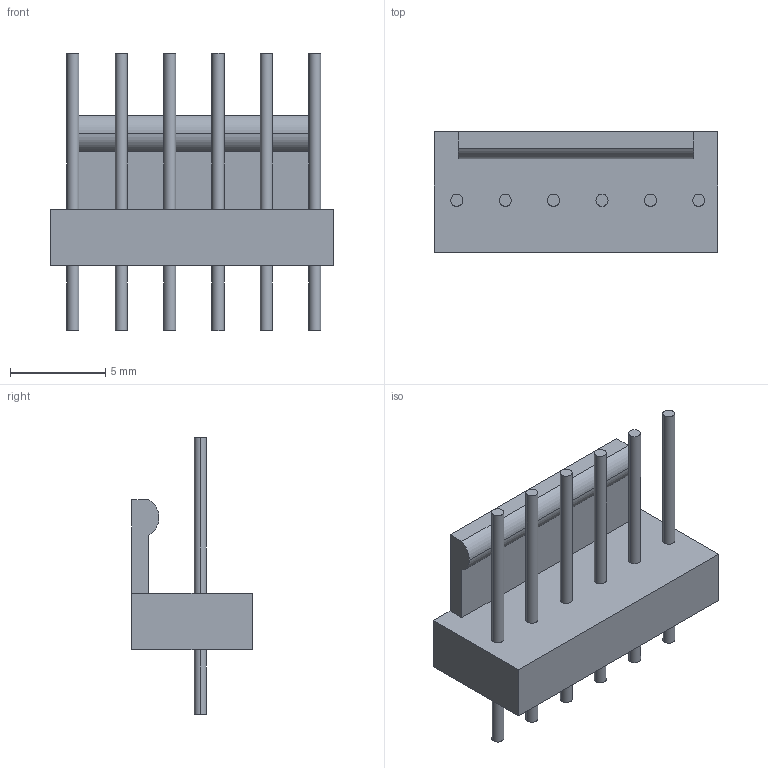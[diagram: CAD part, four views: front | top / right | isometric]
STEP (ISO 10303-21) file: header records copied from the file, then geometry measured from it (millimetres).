
FILE_DESCRIPTION (( 'STEP AP214' ), '1' );
FILE_NAME ('CODEFAU12091534369997.step', '2006-12-09T20:34:35', ( 'sysAdmin' ), ( 'SolidWorks' ), 'SwSTEP 2.0', 'SolidWorks 2007', '' );
FILE_SCHEMA (( 'AUTOMOTIVE_DESIGN' ));
Length unit declared in the file: millimetre
Products named in the file (1): CODEFAU12091534369997
Bounding box: 14.86 x 6.33 x 14.55 mm (x, y, z)
Volume: 363.7 mm3; surface area: 589 mm2
Topology: 1 solids, 1 shells, 50 faces, 106 edges, 70 vertices
Faces by surface type: cylinder 26, plane 24
Entity records: 1785 total; most frequent: DIRECTION 260, CARTESIAN_POINT 227, ORIENTED_EDGE 212, EDGE_CURVE 106, AXIS2_PLACEMENT_3D 103, VERTEX_POINT 70, EDGE_LOOP 62, VECTOR 54
